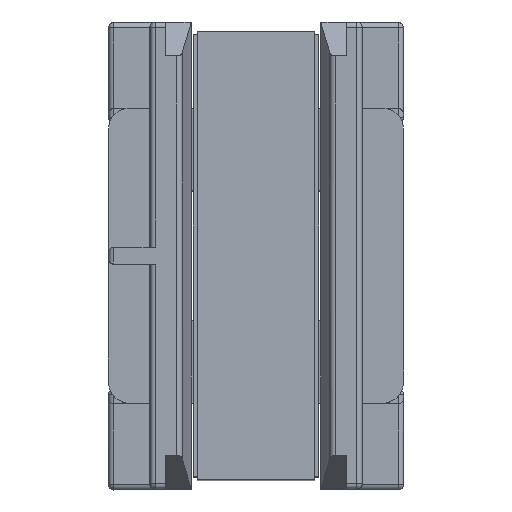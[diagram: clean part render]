
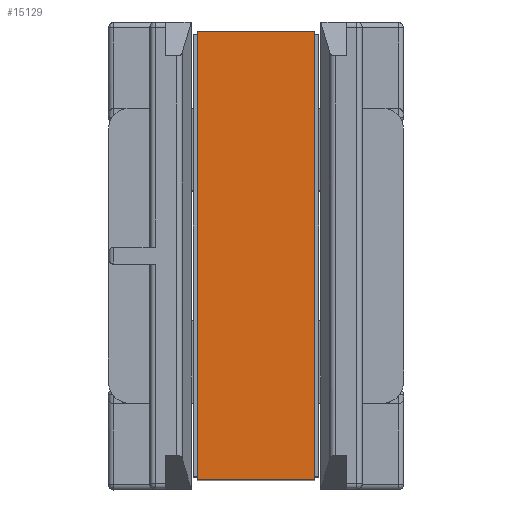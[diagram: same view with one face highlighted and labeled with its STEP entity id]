
A CAD part, top view. The second image highlights one B-rep face of the part: STEP entity #15129.
In plain terms, the highlighted face is planar.
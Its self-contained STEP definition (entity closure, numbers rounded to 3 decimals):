
#725 = DIRECTION ( 'NONE',  ( 0., 0., 1. ) ) ;
#1561 = LINE ( 'NONE', #6953, #11983 ) ;
#1893 = CARTESIAN_POINT ( 'NONE',  ( 20.56, -20.96, 0. ) ) ;
#2358 = CARTESIAN_POINT ( 'NONE',  ( 20.56, 0.16, -5.54 ) ) ;
#2546 = CARTESIAN_POINT ( 'NONE',  ( 20.56, -20.96, -5.54 ) ) ;
#3263 = DIRECTION ( 'NONE',  ( 0., -1., 0. ) ) ;
#3445 = VERTEX_POINT ( 'NONE', #2546 ) ;
#3557 = DIRECTION ( 'NONE',  ( 0., 0., -1. ) ) ;
#4907 = LINE ( 'NONE', #19710, #7730 ) ;
#5069 = CARTESIAN_POINT ( 'NONE',  ( 20.56, 0.16, -5.54 ) ) ;
#5095 = EDGE_CURVE ( 'NONE', #3445, #6599, #19992, .T. ) ;
#5281 = ORIENTED_EDGE ( 'NONE', *, *, #9378, .T. ) ;
#5391 = LINE ( 'NONE', #2358, #13244 ) ;
#6599 = VERTEX_POINT ( 'NONE', #5069 ) ;
#6953 = CARTESIAN_POINT ( 'NONE',  ( 20.56, 0.16, 0. ) ) ;
#7013 = DIRECTION ( 'NONE',  ( 0., 0., -1. ) ) ;
#7730 = VECTOR ( 'NONE', #3557, 1000. ) ;
#9104 = CARTESIAN_POINT ( 'NONE',  ( 20.56, 0.16, -5.54 ) ) ;
#9378 = EDGE_CURVE ( 'NONE', #6599, #14553, #5391, .T. ) ;
#10026 = AXIS2_PLACEMENT_3D ( 'NONE', #22980, #15735, #7013 ) ;
#11476 = EDGE_CURVE ( 'NONE', #14553, #19317, #1561, .T. ) ;
#11980 = CARTESIAN_POINT ( 'NONE',  ( 20.56, 0.16, 0. ) ) ;
#11983 = VECTOR ( 'NONE', #3263, 1000. ) ;
#12484 = ORIENTED_EDGE ( 'NONE', *, *, #11476, .T. ) ;
#12781 = FACE_OUTER_BOUND ( 'NONE', #15588, .T. ) ;
#13244 = VECTOR ( 'NONE', #725, 1000. ) ;
#14553 = VERTEX_POINT ( 'NONE', #11980 ) ;
#15129 = ADVANCED_FACE ( 'NONE', ( #12781 ), #17614, .T. ) ;
#15588 = EDGE_LOOP ( 'NONE', ( #20457, #5281, #12484, #20291 ) ) ;
#15735 = DIRECTION ( 'NONE',  ( 1., 0., 0. ) ) ;
#17614 = PLANE ( 'NONE',  #10026 ) ;
#18901 = VECTOR ( 'NONE', #21524, 1000. ) ;
#19317 = VERTEX_POINT ( 'NONE', #1893 ) ;
#19710 = CARTESIAN_POINT ( 'NONE',  ( 20.56, -20.96, -5.54 ) ) ;
#19992 = LINE ( 'NONE', #9104, #18901 ) ;
#20291 = ORIENTED_EDGE ( 'NONE', *, *, #22831, .T. ) ;
#20457 = ORIENTED_EDGE ( 'NONE', *, *, #5095, .T. ) ;
#21524 = DIRECTION ( 'NONE',  ( 0., 1., 0. ) ) ;
#22831 = EDGE_CURVE ( 'NONE', #19317, #3445, #4907, .T. ) ;
#22980 = CARTESIAN_POINT ( 'NONE',  ( 20.56, 0.16, -5.54 ) ) ;
